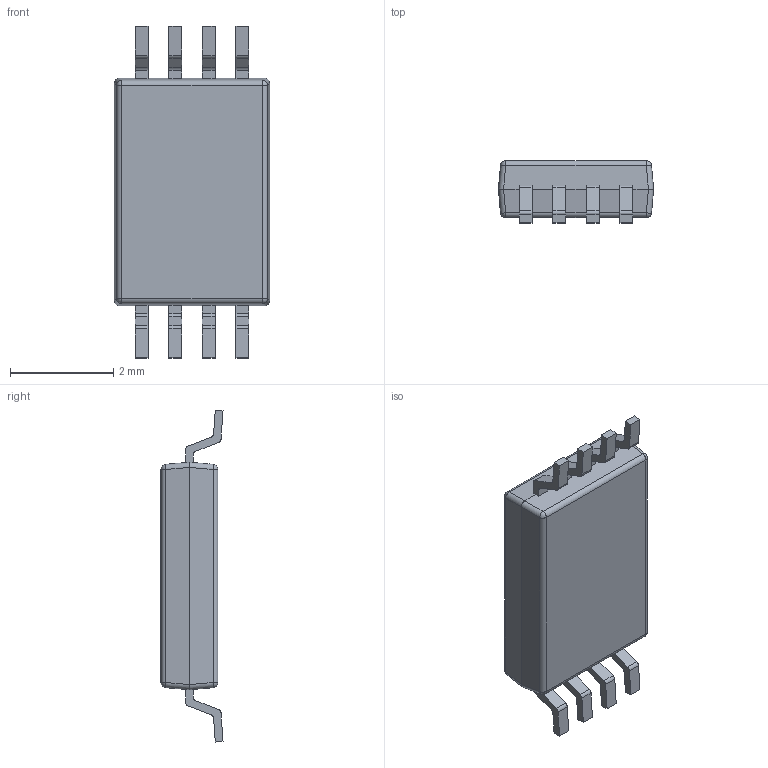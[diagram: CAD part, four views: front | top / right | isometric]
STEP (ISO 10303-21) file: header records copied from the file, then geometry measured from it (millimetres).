
FILE_DESCRIPTION(('FreeCAD Model'),'2;1');
FILE_NAME( 'TSSOP-8.step', '2017-07-28T17:44:24',('kicad StepUp'),('ksu MCAD'), 'Open CASCADE STEP processor 7.1','FreeCAD','Unknown');
FILE_SCHEMA(('AUTOMOTIVE_DESIGN_CC2 { 1 2 10303 214 -1 1 5 4 }'));
Length unit declared in the file: millimetre
Products named in the file (1): TSSOP-8
Bounding box: 3 x 1.2 x 6.42 mm (x, y, z)
Volume: 14.5 mm3; surface area: 48.7 mm2
Topology: 1 solids, 1 shells, 141 faces, 390 edges, 244 vertices
Faces by surface type: plane 83, cylinder 50, sphere 8
Entity records: 5393 total; most frequent: CARTESIAN_POINT 780, ORIENTED_EDGE 764, DIRECTION 754, EDGE_CURVE 382, LINE 286, VECTOR 286, VERTEX_POINT 244, AXIS2_PLACEMENT_3D 234
